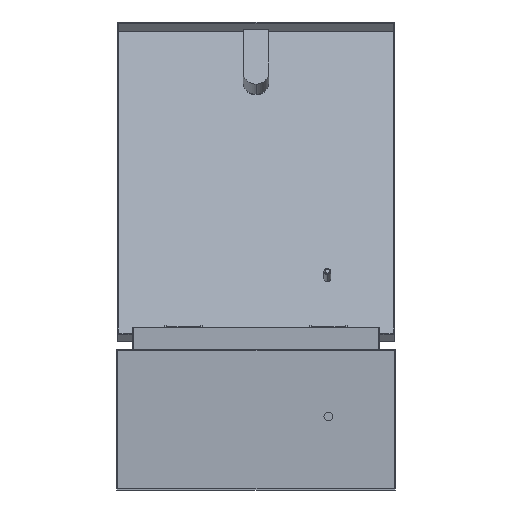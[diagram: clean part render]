
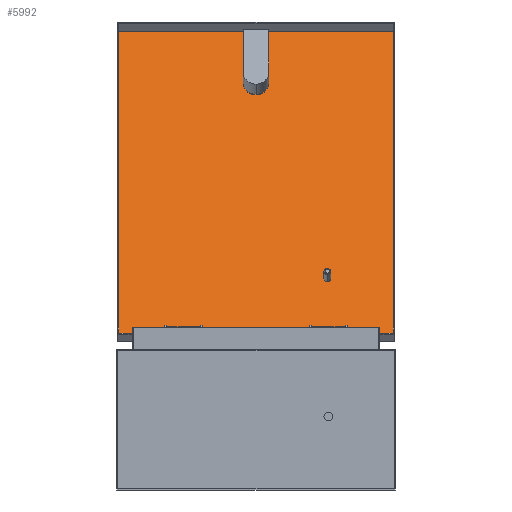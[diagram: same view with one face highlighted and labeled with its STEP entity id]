
A CAD part, left-side view. The second image highlights one B-rep face of the part: STEP entity #5992.
In plain terms, the highlighted face is planar.
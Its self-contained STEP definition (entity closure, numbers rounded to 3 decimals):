
#24 = CARTESIAN_POINT ( 'NONE',  ( 147.5, -123., -1. ) ) ;
#142 = CARTESIAN_POINT ( 'NONE',  ( 147.5, 0., -1. ) ) ;
#292 = EDGE_CURVE ( 'NONE', #1229, #2859, #723, .T. ) ;
#425 = CARTESIAN_POINT ( 'NONE',  ( -99., 0., -1. ) ) ;
#451 = CARTESIAN_POINT ( 'NONE',  ( 0., 123., -1. ) ) ;
#496 = EDGE_CURVE ( 'NONE', #4735, #4953, #3363, .T. ) ;
#517 = EDGE_CURVE ( 'NONE', #4454, #5820, #5680, .T. ) ;
#622 = ORIENTED_EDGE ( 'NONE', *, *, #2962, .T. ) ;
#723 = LINE ( 'NONE', #451, #3038 ) ;
#777 = ORIENTED_EDGE ( 'NONE', *, *, #985, .F. ) ;
#812 = ORIENTED_EDGE ( 'NONE', *, *, #3357, .F. ) ;
#985 = EDGE_CURVE ( 'NONE', #2859, #6285, #2583, .T. ) ;
#1229 = VERTEX_POINT ( 'NONE', #4754 ) ;
#1493 = DIRECTION ( 'NONE',  ( -1., 0., 0. ) ) ;
#1655 = DIRECTION ( 'NONE',  ( 1., 0., 0. ) ) ;
#1766 = EDGE_LOOP ( 'NONE', ( #777, #3517, #812, #4412 ) ) ;
#1843 = VECTOR ( 'NONE', #6366, 1000. ) ;
#1856 = CIRCLE ( 'NONE', #6347, 3. ) ;
#1947 = DIRECTION ( 'NONE',  ( 1., 0., 0. ) ) ;
#2084 = FACE_OUTER_BOUND ( 'NONE', #1766, .T. ) ;
#2247 = FACE_BOUND ( 'NONE', #5352, .T. ) ;
#2426 = AXIS2_PLACEMENT_3D ( 'NONE', #5166, #3201, #2739 ) ;
#2437 = CARTESIAN_POINT ( 'NONE',  ( 0., 0., -1. ) ) ;
#2506 = EDGE_CURVE ( 'NONE', #6285, #4069, #3155, .T. ) ;
#2583 = LINE ( 'NONE', #5550, #5214 ) ;
#2739 = DIRECTION ( 'NONE',  ( 1., 0., 0. ) ) ;
#2859 = VERTEX_POINT ( 'NONE', #4687 ) ;
#2962 = EDGE_CURVE ( 'NONE', #5820, #4454, #4450, .T. ) ;
#2967 = ORIENTED_EDGE ( 'NONE', *, *, #517, .T. ) ;
#3038 = VECTOR ( 'NONE', #1493, 1000. ) ;
#3086 = FACE_BOUND ( 'NONE', #6076, .T. ) ;
#3136 = CARTESIAN_POINT ( 'NONE',  ( -147.5, -123., -1. ) ) ;
#3155 = LINE ( 'NONE', #3851, #1843 ) ;
#3160 = DIRECTION ( 'NONE',  ( 0., 0., -1. ) ) ;
#3201 = DIRECTION ( 'NONE',  ( 0., 0., -1. ) ) ;
#3218 = DIRECTION ( 'NONE',  ( 0., 0., 1. ) ) ;
#3257 = AXIS2_PLACEMENT_3D ( 'NONE', #2437, #3852, #5307 ) ;
#3357 = EDGE_CURVE ( 'NONE', #4069, #1229, #4404, .T. ) ;
#3363 = CIRCLE ( 'NONE', #2426, 3. ) ;
#3517 = ORIENTED_EDGE ( 'NONE', *, *, #292, .F. ) ;
#3615 = CARTESIAN_POINT ( 'NONE',  ( 88.5, -64., -1. ) ) ;
#3665 = DIRECTION ( 'NONE',  ( 1., 0., 0. ) ) ;
#3851 = CARTESIAN_POINT ( 'NONE',  ( 0., -123., -1. ) ) ;
#3852 = DIRECTION ( 'NONE',  ( 0., 0., 1. ) ) ;
#3984 = CARTESIAN_POINT ( 'NONE',  ( 91.5, -64., -1. ) ) ;
#4023 = VECTOR ( 'NONE', #5121, 1000. ) ;
#4069 = VERTEX_POINT ( 'NONE', #24 ) ;
#4404 = LINE ( 'NONE', #142, #4023 ) ;
#4412 = ORIENTED_EDGE ( 'NONE', *, *, #2506, .F. ) ;
#4450 = CIRCLE ( 'NONE', #6224, 11.5 ) ;
#4454 = VERTEX_POINT ( 'NONE', #4767 ) ;
#4601 = AXIS2_PLACEMENT_3D ( 'NONE', #6125, #3218, #3665 ) ;
#4675 = CARTESIAN_POINT ( 'NONE',  ( -110.5, 0., -1. ) ) ;
#4687 = CARTESIAN_POINT ( 'NONE',  ( -147.5, 123., -1. ) ) ;
#4735 = VERTEX_POINT ( 'NONE', #3984 ) ;
#4754 = CARTESIAN_POINT ( 'NONE',  ( 147.5, 123., -1. ) ) ;
#4767 = CARTESIAN_POINT ( 'NONE',  ( -87.5, 0., -1. ) ) ;
#4833 = PLANE ( 'NONE',  #3257 ) ;
#4953 = VERTEX_POINT ( 'NONE', #6110 ) ;
#5116 = ORIENTED_EDGE ( 'NONE', *, *, #496, .F. ) ;
#5121 = DIRECTION ( 'NONE',  ( 0., 1., 0. ) ) ;
#5166 = CARTESIAN_POINT ( 'NONE',  ( 88.5, -64., -1. ) ) ;
#5214 = VECTOR ( 'NONE', #5515, 1000. ) ;
#5307 = DIRECTION ( 'NONE',  ( 1., 0., 0. ) ) ;
#5352 = EDGE_LOOP ( 'NONE', ( #2967, #622 ) ) ;
#5515 = DIRECTION ( 'NONE',  ( 0., -1., 0. ) ) ;
#5550 = CARTESIAN_POINT ( 'NONE',  ( -147.5, 0., -1. ) ) ;
#5680 = CIRCLE ( 'NONE', #4601, 11.5 ) ;
#5692 = EDGE_CURVE ( 'NONE', #4953, #4735, #1856, .T. ) ;
#5820 = VERTEX_POINT ( 'NONE', #4675 ) ;
#5992 = ADVANCED_FACE ( 'NONE', ( #2247, #2084, #3086 ), #4833, .F. ) ;
#6076 = EDGE_LOOP ( 'NONE', ( #5116, #6106 ) ) ;
#6106 = ORIENTED_EDGE ( 'NONE', *, *, #5692, .F. ) ;
#6110 = CARTESIAN_POINT ( 'NONE',  ( 85.5, -64., -1. ) ) ;
#6125 = CARTESIAN_POINT ( 'NONE',  ( -99., 0., -1. ) ) ;
#6224 = AXIS2_PLACEMENT_3D ( 'NONE', #425, #6377, #1947 ) ;
#6285 = VERTEX_POINT ( 'NONE', #3136 ) ;
#6347 = AXIS2_PLACEMENT_3D ( 'NONE', #3615, #3160, #1655 ) ;
#6366 = DIRECTION ( 'NONE',  ( 1., 0., 0. ) ) ;
#6377 = DIRECTION ( 'NONE',  ( 0., 0., 1. ) ) ;
